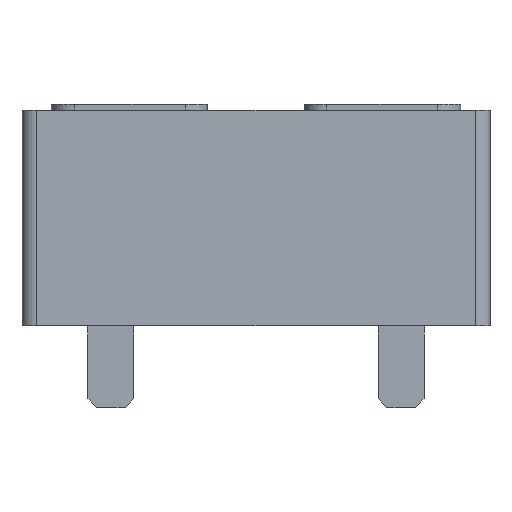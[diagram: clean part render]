
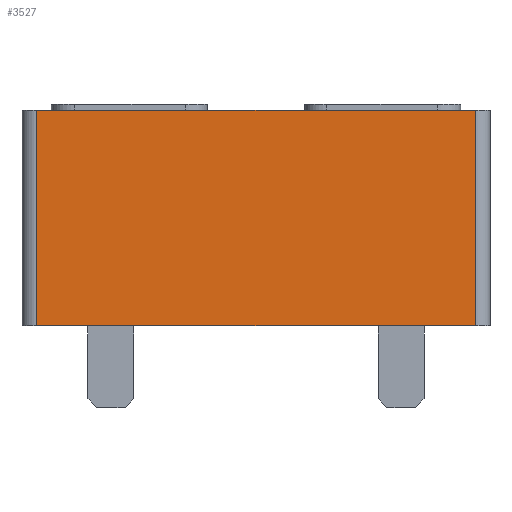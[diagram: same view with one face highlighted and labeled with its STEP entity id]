
A CAD part, front view. The second image highlights one B-rep face of the part: STEP entity #3527.
In plain terms, the highlighted planar face has unit normal (0, -1, 0).
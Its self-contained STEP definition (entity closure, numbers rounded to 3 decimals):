
#140=DIRECTION('',(1.,0.,0.));
#141=VECTOR('',#140,15.);
#142=CARTESIAN_POINT('',(-7.5,-3.365,0.));
#143=LINE('',#142,#141);
#626=DIRECTION('',(0.,0.,-1.));
#627=VECTOR('',#626,7.37);
#628=CARTESIAN_POINT('',(-7.5,-3.365,7.37));
#629=LINE('',#628,#627);
#633=DIRECTION('',(0.,0.,-1.));
#634=VECTOR('',#633,7.37);
#635=CARTESIAN_POINT('',(7.5,-3.365,7.37));
#636=LINE('',#635,#634);
#875=DIRECTION('',(1.,0.,0.));
#876=VECTOR('',#875,15.);
#877=CARTESIAN_POINT('',(-7.5,-3.365,7.37));
#878=LINE('',#877,#876);
#2620=CARTESIAN_POINT('',(-7.5,-3.365,0.));
#2622=VERTEX_POINT('',#2620);
#2626=CARTESIAN_POINT('',(-7.5,-3.365,7.37));
#2627=VERTEX_POINT('',#2626);
#2645=CARTESIAN_POINT('',(7.5,-3.365,0.));
#2647=VERTEX_POINT('',#2645);
#2648=CARTESIAN_POINT('',(7.5,-3.365,7.37));
#2649=VERTEX_POINT('',#2648);
#3515=CARTESIAN_POINT('',(-8.,-3.365,0.));
#3516=DIRECTION('',(0.,-1.,0.));
#3517=DIRECTION('',(1.,0.,0.));
#3518=AXIS2_PLACEMENT_3D('',#3515,#3516,#3517);
#3519=PLANE('',#3518);
#3520=ORIENTED_EDGE('',*,*,#3342,.F.);
#3522=ORIENTED_EDGE('',*,*,#3521,.T.);
#3523=ORIENTED_EDGE('',*,*,#3495,.T.);
#3524=ORIENTED_EDGE('',*,*,#2659,.F.);
#3525=EDGE_LOOP('',(#3520,#3522,#3523,#3524));
#3526=FACE_OUTER_BOUND('',#3525,.F.);
#2659=EDGE_CURVE('',#2622,#2647,#143,.T.);
#3342=EDGE_CURVE('',#2627,#2622,#629,.T.);
#3495=EDGE_CURVE('',#2649,#2647,#636,.T.);
#3521=EDGE_CURVE('',#2627,#2649,#878,.T.);
#3527=ADVANCED_FACE('',(#3526),#3519,.T.);
